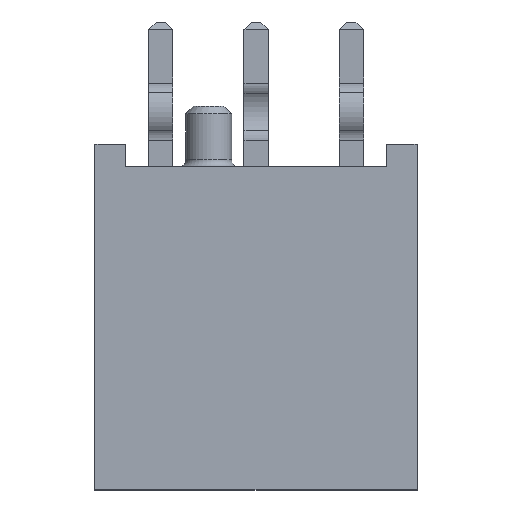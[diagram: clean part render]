
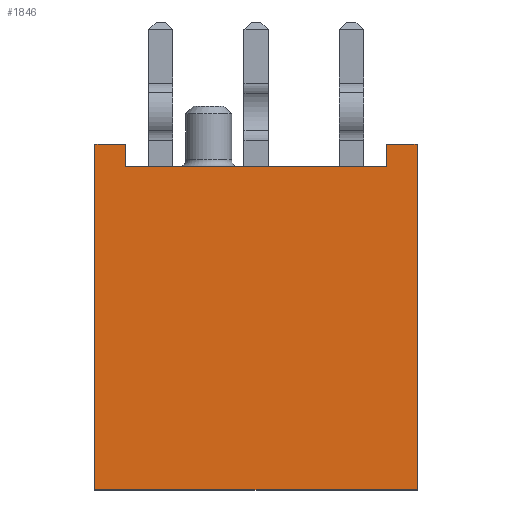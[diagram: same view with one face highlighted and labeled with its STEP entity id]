
A CAD part, top view. The second image highlights one B-rep face of the part: STEP entity #1846.
In plain terms, the highlighted planar face has unit normal (0, 0, 1).
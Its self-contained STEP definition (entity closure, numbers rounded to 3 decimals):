
#62=LINE('',#2578,#299);
#104=LINE('',#2664,#341);
#169=LINE('',#2804,#406);
#179=LINE('',#2823,#416);
#182=LINE('',#2827,#419);
#185=LINE('',#2833,#422);
#186=LINE('',#2835,#423);
#187=LINE('',#2836,#424);
#299=VECTOR('',#2088,1000.);
#341=VECTOR('',#2134,1000.);
#406=VECTOR('',#2237,1000.);
#416=VECTOR('',#2253,1000.);
#419=VECTOR('',#2258,1000.);
#422=VECTOR('',#2263,1000.);
#423=VECTOR('',#2264,1000.);
#424=VECTOR('',#2265,1000.);
#721=ORIENTED_EDGE('',*,*,#1102,.F.);
#722=ORIENTED_EDGE('',*,*,#1185,.T.);
#723=ORIENTED_EDGE('',*,*,#1186,.F.);
#724=ORIENTED_EDGE('',*,*,#1182,.T.);
#725=ORIENTED_EDGE('',*,*,#1059,.T.);
#726=ORIENTED_EDGE('',*,*,#1179,.F.);
#727=ORIENTED_EDGE('',*,*,#1169,.F.);
#728=ORIENTED_EDGE('',*,*,#1187,.F.);
#1059=EDGE_CURVE('',#1321,#1319,#62,.T.);
#1102=EDGE_CURVE('',#1362,#1363,#104,.T.);
#1169=EDGE_CURVE('',#1409,#1411,#169,.T.);
#1179=EDGE_CURVE('',#1411,#1319,#179,.T.);
#1182=EDGE_CURVE('',#1417,#1321,#182,.T.);
#1185=EDGE_CURVE('',#1362,#1419,#185,.T.);
#1186=EDGE_CURVE('',#1417,#1419,#186,.T.);
#1187=EDGE_CURVE('',#1363,#1409,#187,.T.);
#1319=VERTEX_POINT('',#2576);
#1321=VERTEX_POINT('',#2579);
#1362=VERTEX_POINT('',#2663);
#1363=VERTEX_POINT('',#2665);
#1409=VERTEX_POINT('',#2802);
#1411=VERTEX_POINT('',#2805);
#1417=VERTEX_POINT('',#2828);
#1419=VERTEX_POINT('',#2834);
#1540=EDGE_LOOP('',(#721,#722,#723,#724,#725,#726,#727,#728));
#1654=FACE_BOUND('',#1540,.T.);
#1755=PLANE('',#1976);
#1846=ADVANCED_FACE('',(#1654),#1755,.F.);
#1976=AXIS2_PLACEMENT_3D('',#2832,#2261,#2262);
#2088=DIRECTION('',(1.,0.,0.));
#2134=DIRECTION('',(1.,0.,0.));
#2237=DIRECTION('',(1.,0.,0.));
#2253=DIRECTION('',(0.,-1.,0.));
#2258=DIRECTION('',(0.,-1.,0.));
#2261=DIRECTION('',(0.,0.,-1.));
#2262=DIRECTION('',(-1.,0.,0.));
#2263=DIRECTION('',(0.,1.,0.));
#2264=DIRECTION('',(1.,0.,0.));
#2265=DIRECTION('',(0.,1.,0.));
#2576=CARTESIAN_POINT('',(4.22,0.,1.74));
#2578=CARTESIAN_POINT('',(-4.22,0.,1.74));
#2579=CARTESIAN_POINT('',(-4.22,0.,1.74));
#2663=CARTESIAN_POINT('',(-3.42,8.46,1.74));
#2664=CARTESIAN_POINT('',(-3.42,8.46,1.74));
#2665=CARTESIAN_POINT('',(3.42,8.46,1.74));
#2802=CARTESIAN_POINT('',(3.42,9.06,1.74));
#2804=CARTESIAN_POINT('',(-4.22,9.06,1.74));
#2805=CARTESIAN_POINT('',(4.22,9.06,1.74));
#2823=CARTESIAN_POINT('',(4.22,9.06,1.74));
#2827=CARTESIAN_POINT('',(-4.22,9.06,1.74));
#2828=CARTESIAN_POINT('',(-4.22,9.06,1.74));
#2832=CARTESIAN_POINT('',(-4.22,9.06,1.74));
#2833=CARTESIAN_POINT('',(-3.42,8.46,1.74));
#2834=CARTESIAN_POINT('',(-3.42,9.06,1.74));
#2835=CARTESIAN_POINT('',(-4.22,9.06,1.74));
#2836=CARTESIAN_POINT('',(3.42,8.46,1.74));
